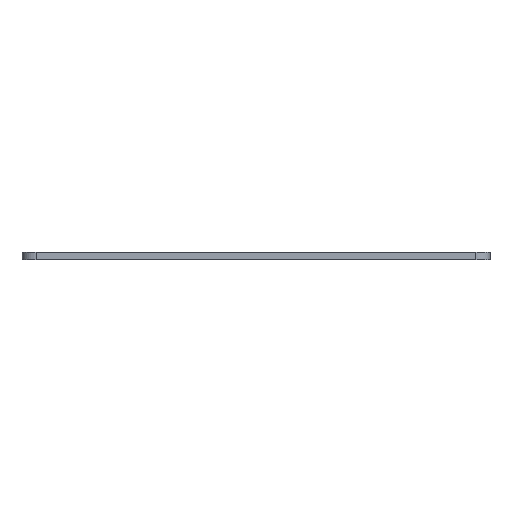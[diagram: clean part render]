
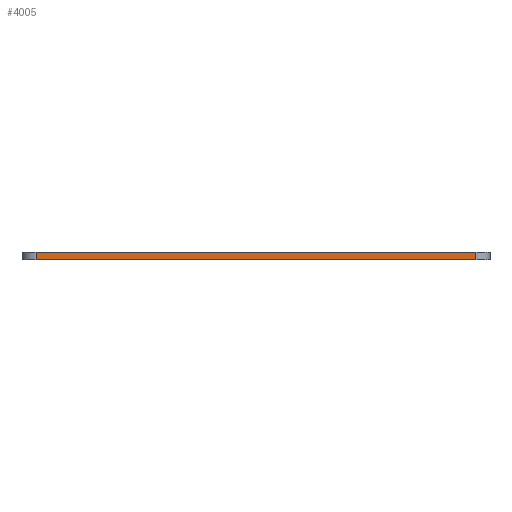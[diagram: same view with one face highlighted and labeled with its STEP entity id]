
A CAD part, left-side view. The second image highlights one B-rep face of the part: STEP entity #4005.
In plain terms, the highlighted planar face has unit normal (-1, 0, 0).
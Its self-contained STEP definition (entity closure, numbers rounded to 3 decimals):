
#84 = PLANE('',#85);
#85 = AXIS2_PLACEMENT_3D('',#86,#87,#88);
#86 = CARTESIAN_POINT('',(148.501,-105.004,0.8));
#87 = DIRECTION('',(0.,0.,1.));
#88 = DIRECTION('',(1.,0.,0.));
#139 = PLANE('',#140);
#140 = AXIS2_PLACEMENT_3D('',#141,#142,#143);
#141 = CARTESIAN_POINT('',(148.501,-105.004,0.));
#142 = DIRECTION('',(0.,0.,1.));
#143 = DIRECTION('',(1.,0.,0.));
#248 = CYLINDRICAL_SURFACE('',#249,1.5);
#249 = AXIS2_PLACEMENT_3D('',#250,#251,#252);
#250 = CARTESIAN_POINT('',(117.501,-81.504,0.));
#251 = DIRECTION('',(0.,0.,-1.));
#252 = DIRECTION('',(1.,0.,0.));
#309 = VERTEX_POINT('',#310);
#310 = CARTESIAN_POINT('',(116.001,-81.504,0.));
#332 = EDGE_CURVE('',#333,#309,#335,.T.);
#333 = VERTEX_POINT('',#334);
#334 = CARTESIAN_POINT('',(116.001,-128.504,0.));
#335 = SURFACE_CURVE('',#336,(#340,#347),.PCURVE_S1.);
#336 = LINE('',#337,#338);
#337 = CARTESIAN_POINT('',(116.001,-128.504,0.));
#338 = VECTOR('',#339,1.);
#339 = DIRECTION('',(0.,1.,0.));
#340 = PCURVE('',#139,#341);
#341 = DEFINITIONAL_REPRESENTATION('',(#342),#346);
#342 = LINE('',#343,#344);
#343 = CARTESIAN_POINT('',(-32.5,-23.5));
#344 = VECTOR('',#345,1.);
#345 = DIRECTION('',(0.,1.));
#346 = ( GEOMETRIC_REPRESENTATION_CONTEXT(2) 
PARAMETRIC_REPRESENTATION_CONTEXT() REPRESENTATION_CONTEXT('2D SPACE',''
  ) );
#347 = PCURVE('',#348,#353);
#348 = PLANE('',#349);
#349 = AXIS2_PLACEMENT_3D('',#350,#351,#352);
#350 = CARTESIAN_POINT('',(116.001,-128.504,0.));
#351 = DIRECTION('',(-1.,0.,0.));
#352 = DIRECTION('',(0.,1.,0.));
#353 = DEFINITIONAL_REPRESENTATION('',(#354),#358);
#354 = LINE('',#355,#356);
#355 = CARTESIAN_POINT('',(0.,0.));
#356 = VECTOR('',#357,1.);
#357 = DIRECTION('',(1.,0.));
#358 = ( GEOMETRIC_REPRESENTATION_CONTEXT(2) 
PARAMETRIC_REPRESENTATION_CONTEXT() REPRESENTATION_CONTEXT('2D SPACE',''
  ) );
#377 = CYLINDRICAL_SURFACE('',#378,1.5);
#378 = AXIS2_PLACEMENT_3D('',#379,#380,#381);
#379 = CARTESIAN_POINT('',(117.501,-128.504,0.));
#380 = DIRECTION('',(0.,0.,-1.));
#381 = DIRECTION('',(1.,0.,0.));
#2275 = VERTEX_POINT('',#2276);
#2276 = CARTESIAN_POINT('',(116.001,-81.504,0.8));
#2298 = EDGE_CURVE('',#2299,#2275,#2301,.T.);
#2299 = VERTEX_POINT('',#2300);
#2300 = CARTESIAN_POINT('',(116.001,-128.504,0.8));
#2301 = SURFACE_CURVE('',#2302,(#2306,#2313),.PCURVE_S1.);
#2302 = LINE('',#2303,#2304);
#2303 = CARTESIAN_POINT('',(116.001,-128.504,0.8));
#2304 = VECTOR('',#2305,1.);
#2305 = DIRECTION('',(0.,1.,0.));
#2306 = PCURVE('',#84,#2307);
#2307 = DEFINITIONAL_REPRESENTATION('',(#2308),#2312);
#2308 = LINE('',#2309,#2310);
#2309 = CARTESIAN_POINT('',(-32.5,-23.5));
#2310 = VECTOR('',#2311,1.);
#2311 = DIRECTION('',(0.,1.));
#2312 = ( GEOMETRIC_REPRESENTATION_CONTEXT(2) 
PARAMETRIC_REPRESENTATION_CONTEXT() REPRESENTATION_CONTEXT('2D SPACE',''
  ) );
#2313 = PCURVE('',#348,#2314);
#2314 = DEFINITIONAL_REPRESENTATION('',(#2315),#2319);
#2315 = LINE('',#2316,#2317);
#2316 = CARTESIAN_POINT('',(0.,-0.8));
#2317 = VECTOR('',#2318,1.);
#2318 = DIRECTION('',(1.,0.));
#2319 = ( GEOMETRIC_REPRESENTATION_CONTEXT(2) 
PARAMETRIC_REPRESENTATION_CONTEXT() REPRESENTATION_CONTEXT('2D SPACE',''
  ) );
#3957 = EDGE_CURVE('',#309,#2275,#3958,.T.);
#3958 = SURFACE_CURVE('',#3959,(#3963,#3970),.PCURVE_S1.);
#3959 = LINE('',#3960,#3961);
#3960 = CARTESIAN_POINT('',(116.001,-81.504,0.));
#3961 = VECTOR('',#3962,1.);
#3962 = DIRECTION('',(0.,0.,1.));
#3963 = PCURVE('',#248,#3964);
#3964 = DEFINITIONAL_REPRESENTATION('',(#3965),#3969);
#3965 = LINE('',#3966,#3967);
#3966 = CARTESIAN_POINT('',(-3.142,0.));
#3967 = VECTOR('',#3968,1.);
#3968 = DIRECTION('',(0.,-1.));
#3969 = ( GEOMETRIC_REPRESENTATION_CONTEXT(2) 
PARAMETRIC_REPRESENTATION_CONTEXT() REPRESENTATION_CONTEXT('2D SPACE',''
  ) );
#3970 = PCURVE('',#348,#3971);
#3971 = DEFINITIONAL_REPRESENTATION('',(#3972),#3976);
#3972 = LINE('',#3973,#3974);
#3973 = CARTESIAN_POINT('',(47.,0.));
#3974 = VECTOR('',#3975,1.);
#3975 = DIRECTION('',(0.,-1.));
#3976 = ( GEOMETRIC_REPRESENTATION_CONTEXT(2) 
PARAMETRIC_REPRESENTATION_CONTEXT() REPRESENTATION_CONTEXT('2D SPACE',''
  ) );
#4005 = ADVANCED_FACE('',(#4006),#348,.T.);
#4006 = FACE_BOUND('',#4007,.T.);
#4007 = EDGE_LOOP('',(#4008,#4029,#4030,#4031));
#4008 = ORIENTED_EDGE('',*,*,#4009,.T.);
#4009 = EDGE_CURVE('',#333,#2299,#4010,.T.);
#4010 = SURFACE_CURVE('',#4011,(#4015,#4022),.PCURVE_S1.);
#4011 = LINE('',#4012,#4013);
#4012 = CARTESIAN_POINT('',(116.001,-128.504,0.));
#4013 = VECTOR('',#4014,1.);
#4014 = DIRECTION('',(0.,0.,1.));
#4015 = PCURVE('',#348,#4016);
#4016 = DEFINITIONAL_REPRESENTATION('',(#4017),#4021);
#4017 = LINE('',#4018,#4019);
#4018 = CARTESIAN_POINT('',(0.,0.));
#4019 = VECTOR('',#4020,1.);
#4020 = DIRECTION('',(0.,-1.));
#4021 = ( GEOMETRIC_REPRESENTATION_CONTEXT(2) 
PARAMETRIC_REPRESENTATION_CONTEXT() REPRESENTATION_CONTEXT('2D SPACE',''
  ) );
#4022 = PCURVE('',#377,#4023);
#4023 = DEFINITIONAL_REPRESENTATION('',(#4024),#4028);
#4024 = LINE('',#4025,#4026);
#4025 = CARTESIAN_POINT('',(-3.142,0.));
#4026 = VECTOR('',#4027,1.);
#4027 = DIRECTION('',(0.,-1.));
#4028 = ( GEOMETRIC_REPRESENTATION_CONTEXT(2) 
PARAMETRIC_REPRESENTATION_CONTEXT() REPRESENTATION_CONTEXT('2D SPACE',''
  ) );
#4029 = ORIENTED_EDGE('',*,*,#2298,.T.);
#4030 = ORIENTED_EDGE('',*,*,#3957,.F.);
#4031 = ORIENTED_EDGE('',*,*,#332,.F.);
